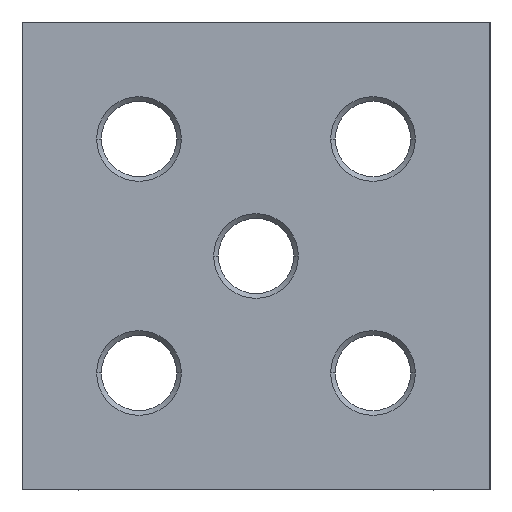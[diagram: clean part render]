
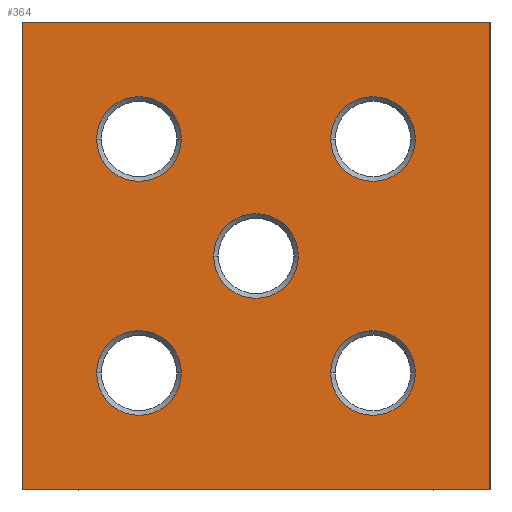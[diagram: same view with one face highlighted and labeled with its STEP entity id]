
A CAD part, left-side view. The second image highlights one B-rep face of the part: STEP entity #364.
In plain terms, the highlighted planar face has unit normal (-1, 0, 0).
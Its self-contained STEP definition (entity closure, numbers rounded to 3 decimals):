
#364=ADVANCED_FACE('',(#960,#961,#962,#963,#964,#965),#966,.T.);
#960=FACE_BOUND('',#1862,.T.);
#961=FACE_BOUND('',#1863,.T.);
#962=FACE_BOUND('',#1864,.T.);
#963=FACE_BOUND('',#1865,.T.);
#964=FACE_BOUND('',#1866,.T.);
#965=FACE_OUTER_BOUND('',#1867,.T.);
#966=PLANE('',#1868);
#1862=EDGE_LOOP('',(#2938,#2939));
#1863=EDGE_LOOP('',(#2940,#2941));
#1864=EDGE_LOOP('',(#2942,#2943));
#1865=EDGE_LOOP('',(#2944,#2945));
#1866=EDGE_LOOP('',(#2946,#2947));
#1867=EDGE_LOOP('',(#2948,#2949,#2950,#2951));
#1868=AXIS2_PLACEMENT_3D('',#2952,#2953,#2954);
#2938=ORIENTED_EDGE('',*,*,#5151,.T.);
#2939=ORIENTED_EDGE('',*,*,#5136,.T.);
#2940=ORIENTED_EDGE('',*,*,#5152,.T.);
#2941=ORIENTED_EDGE('',*,*,#5153,.T.);
#2942=ORIENTED_EDGE('',*,*,#5130,.T.);
#2943=ORIENTED_EDGE('',*,*,#5154,.T.);
#2944=ORIENTED_EDGE('',*,*,#5155,.T.);
#2945=ORIENTED_EDGE('',*,*,#5156,.T.);
#2946=ORIENTED_EDGE('',*,*,#5157,.T.);
#2947=ORIENTED_EDGE('',*,*,#5055,.T.);
#2948=ORIENTED_EDGE('',*,*,#5158,.T.);
#2949=ORIENTED_EDGE('',*,*,#5159,.T.);
#2950=ORIENTED_EDGE('',*,*,#5160,.F.);
#2951=ORIENTED_EDGE('',*,*,#5161,.F.);
#2952=CARTESIAN_POINT('',(0.0,0.0,0.0));
#2953=DIRECTION('',(-1.0,0.0,0.0));
#2954=DIRECTION('',(0.0,-0.0,1.0));
#5055=EDGE_CURVE('',#6007,#6011,#6013,.T.);
#5130=EDGE_CURVE('',#6137,#6135,#6138,.T.);
#5136=EDGE_CURVE('',#6142,#6146,#6148,.T.);
#5151=EDGE_CURVE('',#6146,#6142,#6171,.T.);
#5152=EDGE_CURVE('',#6172,#6173,#6174,.T.);
#5153=EDGE_CURVE('',#6173,#6172,#6175,.T.);
#5154=EDGE_CURVE('',#6135,#6137,#6176,.T.);
#5155=EDGE_CURVE('',#6177,#6178,#6179,.T.);
#5156=EDGE_CURVE('',#6178,#6177,#6180,.T.);
#5157=EDGE_CURVE('',#6011,#6007,#6181,.T.);
#5158=EDGE_CURVE('',#6182,#6183,#6184,.T.);
#5159=EDGE_CURVE('',#6183,#6185,#6186,.T.);
#5160=EDGE_CURVE('',#6187,#6185,#6188,.T.);
#5161=EDGE_CURVE('',#6182,#6187,#6189,.T.);
#6007=VERTEX_POINT('',#7293);
#6011=VERTEX_POINT('',#7298);
#6013=CIRCLE('',#7301,9.04);
#6135=VERTEX_POINT('',#7449);
#6137=VERTEX_POINT('',#7452);
#6138=CIRCLE('',#7453,9.04);
#6142=VERTEX_POINT('',#7458);
#6146=VERTEX_POINT('',#7463);
#6148=CIRCLE('',#7466,9.04);
#6171=CIRCLE('',#7493,9.04);
#6172=VERTEX_POINT('',#7494);
#6173=VERTEX_POINT('',#7495);
#6174=CIRCLE('',#7496,9.04);
#6175=CIRCLE('',#7497,9.04);
#6176=CIRCLE('',#7498,9.04);
#6177=VERTEX_POINT('',#7499);
#6178=VERTEX_POINT('',#7500);
#6179=CIRCLE('',#7501,9.04);
#6180=CIRCLE('',#7502,9.04);
#6181=CIRCLE('',#7503,9.04);
#6182=VERTEX_POINT('',#7504);
#6183=VERTEX_POINT('',#7505);
#6184=LINE('',#7506,#7507);
#6185=VERTEX_POINT('',#7508);
#6186=LINE('',#7509,#7510);
#6187=VERTEX_POINT('',#7511);
#6188=LINE('',#7512,#7513);
#6189=LINE('',#7514,#7515);
#7293=CARTESIAN_POINT('',(0.,65.96,-25.0));
#7298=CARTESIAN_POINT('',(0.,84.04,-25.0));
#7301=AXIS2_PLACEMENT_3D('',#8791,#8792,#8793);
#7449=CARTESIAN_POINT('',(0.,15.96,-25.0));
#7452=CARTESIAN_POINT('',(0.,34.04,-25.0));
#7453=AXIS2_PLACEMENT_3D('',#8917,#8918,#8919);
#7458=CARTESIAN_POINT('',(0.,40.96,-50.0));
#7463=CARTESIAN_POINT('',(0.,59.04,-50.0));
#7466=AXIS2_PLACEMENT_3D('',#8926,#8927,#8928);
#7493=AXIS2_PLACEMENT_3D('',#8951,#8952,#8953);
#7494=CARTESIAN_POINT('',(0.,34.04,-75.0));
#7495=CARTESIAN_POINT('',(0.,15.96,-75.0));
#7496=AXIS2_PLACEMENT_3D('',#8954,#8955,#8956);
#7497=AXIS2_PLACEMENT_3D('',#8957,#8958,#8959);
#7498=AXIS2_PLACEMENT_3D('',#8960,#8961,#8962);
#7499=CARTESIAN_POINT('',(0.,84.04,-75.0));
#7500=CARTESIAN_POINT('',(0.,65.96,-75.0));
#7501=AXIS2_PLACEMENT_3D('',#8963,#8964,#8965);
#7502=AXIS2_PLACEMENT_3D('',#8966,#8967,#8968);
#7503=AXIS2_PLACEMENT_3D('',#8969,#8970,#8971);
#7504=CARTESIAN_POINT('',(0.0,0.0,0.0));
#7505=CARTESIAN_POINT('',(0.0,100.0,0.0));
#7506=CARTESIAN_POINT('',(0.0,0.0,0.0));
#7507=VECTOR('',#8972,1.0);
#7508=CARTESIAN_POINT('',(0.0,100.0,-100.0));
#7509=CARTESIAN_POINT('',(0.0,100.0,-12.0));
#7510=VECTOR('',#8973,1.0);
#7511=CARTESIAN_POINT('',(0.0,0.0,-100.0));
#7512=CARTESIAN_POINT('',(0.0,0.0,-100.0));
#7513=VECTOR('',#8974,1.0);
#7514=CARTESIAN_POINT('',(0.0,0.0,0.0));
#7515=VECTOR('',#8975,1.0);
#8791=CARTESIAN_POINT('',(0.,75.0,-25.0));
#8792=DIRECTION('',(1.0,0.,0.0));
#8793=DIRECTION('',(0.,-1.0,0.0));
#8917=CARTESIAN_POINT('',(0.,25.0,-25.0));
#8918=DIRECTION('',(1.0,0.,0.0));
#8919=DIRECTION('',(0.,-1.0,0.0));
#8926=CARTESIAN_POINT('',(0.,50.0,-50.0));
#8927=DIRECTION('',(1.0,0.,0.0));
#8928=DIRECTION('',(0.,-1.0,0.0));
#8951=CARTESIAN_POINT('',(0.,50.0,-50.0));
#8952=DIRECTION('',(1.0,0.,0.0));
#8953=DIRECTION('',(0.,-1.0,0.0));
#8954=CARTESIAN_POINT('',(0.,25.0,-75.0));
#8955=DIRECTION('',(1.0,0.,0.0));
#8956=DIRECTION('',(0.,-1.0,0.0));
#8957=CARTESIAN_POINT('',(0.,25.0,-75.0));
#8958=DIRECTION('',(1.0,0.,0.0));
#8959=DIRECTION('',(0.,-1.0,0.0));
#8960=CARTESIAN_POINT('',(0.,25.0,-25.0));
#8961=DIRECTION('',(1.0,0.,0.0));
#8962=DIRECTION('',(0.,-1.0,0.0));
#8963=CARTESIAN_POINT('',(0.,75.0,-75.0));
#8964=DIRECTION('',(1.0,0.,0.0));
#8965=DIRECTION('',(0.,-1.0,0.0));
#8966=CARTESIAN_POINT('',(0.,75.0,-75.0));
#8967=DIRECTION('',(1.0,0.,0.0));
#8968=DIRECTION('',(0.,-1.0,0.0));
#8969=CARTESIAN_POINT('',(0.,75.0,-25.0));
#8970=DIRECTION('',(1.0,0.,0.0));
#8971=DIRECTION('',(0.,-1.0,0.0));
#8972=DIRECTION('',(0.0,1.0,0.0));
#8973=DIRECTION('',(0.0,0.0,-1.0));
#8974=DIRECTION('',(0.0,1.0,0.0));
#8975=DIRECTION('',(0.0,0.0,-1.0));
